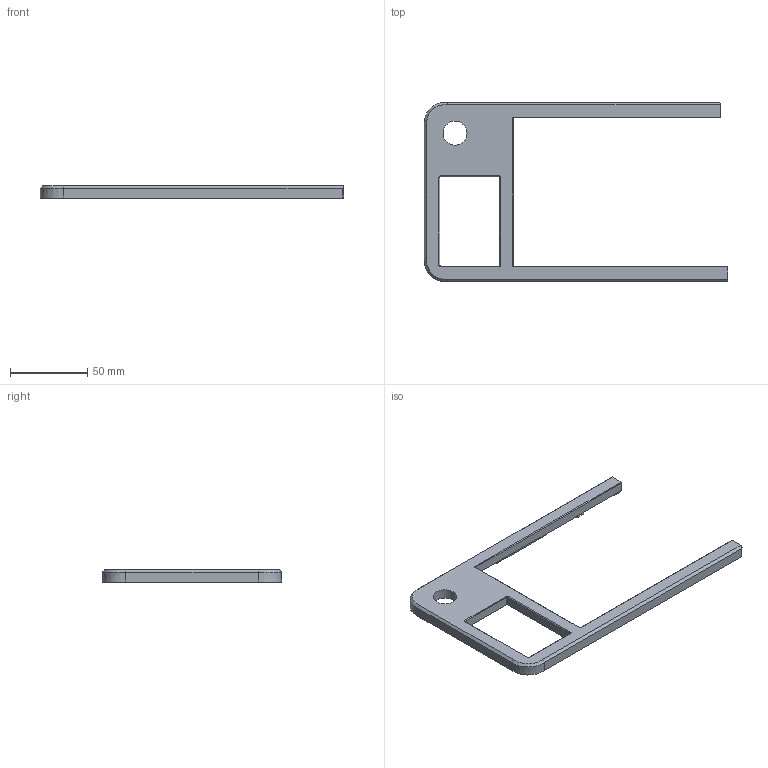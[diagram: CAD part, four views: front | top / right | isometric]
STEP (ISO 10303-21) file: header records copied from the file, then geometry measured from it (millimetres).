
FILE_DESCRIPTION(/* description */ (''),/* implementation_level */ '2;1');
FILE_NAME(/* name */ 'csx_left_top.step',/* time_stamp */ '2024-07-25T10:18:05-07:00',/* author */ (''),/* organization */ (''),/* preprocessor_version */ 'ST-DEVELOPER v20',/* originating_system */ 'Autodesk Translation Framework v13.14.0.145',/* authorisation */ '');
FILE_SCHEMA (('AUTOMOTIVE_DESIGN { 1 0 10303 214 3 1 1 }'));
Length unit declared in the file: millimetre
Products named in the file (1): Top
Bounding box: 196.49 x 116 x 7.9 mm (x, y, z)
Volume: 47715.5 mm3; surface area: 22668.8 mm2
Topology: 1 solids, 1 shells, 132 faces, 356 edges, 232 vertices
Faces by surface type: plane 83, cylinder 39, cone 6, bspline 4
Full cylindrical faces by diameter (mm): 2.2 x1, 5.2 x2, 15.5 x1
Entity records: 4421 total; most frequent: CARTESIAN_POINT 1009, ORIENTED_EDGE 712, DIRECTION 692, EDGE_CURVE 356, LINE 266, VECTOR 266, VERTEX_POINT 232, AXIS2_PLACEMENT_3D 213
